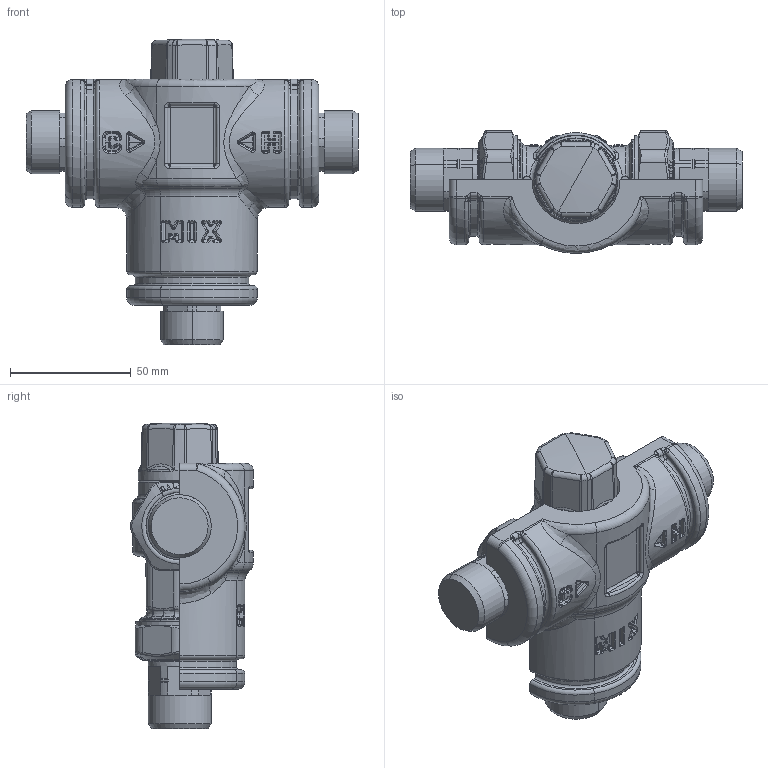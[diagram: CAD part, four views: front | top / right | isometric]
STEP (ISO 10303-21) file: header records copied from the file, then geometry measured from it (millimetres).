
FILE_DESCRIPTION(('CATIA V5 STEP Exchange','CAx-IF Rec.Pracs.--- Model Styling and Organization---1.5--- 2016-08-15','CAx-IF Rec.Pracs.---Supplemental Geometry---1.0---2011-11-01','CAx-IF Rec.Pracs.--- Composite Materials ---3.4---2017-06-13','CAx-IF Rec.Pracs.---Tessellated 3D Geometry---1.0---2015-12-17'),'2;1');
FILE_NAME('STEP_521319_AUS_-_TST.stp','2024-05-03T06:57:55+00:00',('none'),('none'),'CATIA Version 5-6 Release 2020 SP5','CATIA V5 STEP AP242 v2','none');
FILE_SCHEMA(('AP242_MANAGED_MODEL_BASED_3D_ENGINEERING_MIM_LF {1 0 10303 442 1 1 4}'));
Length unit declared in the file: millimetre
Products named in the file (1): 521319 AUS - TST
Bounding box: 137.5 x 50.85 x 126.7 mm (x, y, z)
Volume: 261364.9 mm3; surface area: 65493.5 mm2
Topology: 1 solids, 10 shells, 2529 faces, 6232 edges, 3547 vertices
Faces by surface type: bspline 719, plane 656, cylinder 520, torus 246, cone 238, sphere 150
Entity records: 122352 total; most frequent: CARTESIAN_POINT 74092, ORIENTED_EDGE 12042, EDGE_CURVE 6021, DIRECTION 5740, VERTEX_POINT 3547, B_SPLINE_CURVE_WITH_KNOTS 3119, AXIS2_PLACEMENT_3D 2868, EDGE_LOOP 2586
